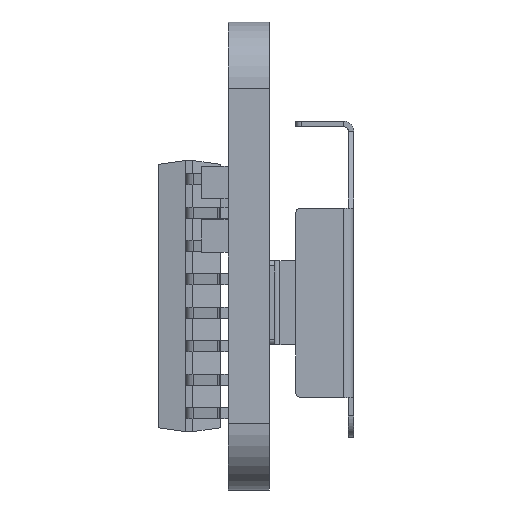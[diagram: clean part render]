
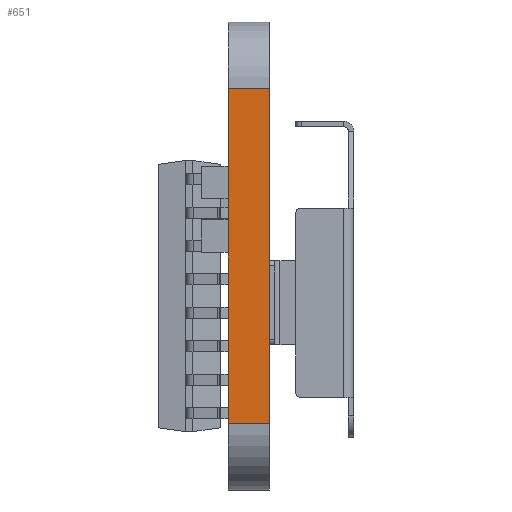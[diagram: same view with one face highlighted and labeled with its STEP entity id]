
A CAD part, left-side view. The second image highlights one B-rep face of the part: STEP entity #651.
In plain terms, the highlighted planar face has unit normal (-1, 0, 0).
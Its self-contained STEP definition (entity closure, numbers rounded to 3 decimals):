
#542 = VECTOR ( 'NONE', #7144, 1000. ) ;
#610 = VERTEX_POINT ( 'NONE', #12987 ) ;
#651 = ADVANCED_FACE ( 'NONE', ( #3467 ), #14970, .T. ) ;
#1860 = VERTEX_POINT ( 'NONE', #6075 ) ;
#2024 = LINE ( 'NONE', #6991, #7703 ) ;
#2319 = CARTESIAN_POINT ( 'NONE',  ( 0., -1.57, -15.24 ) ) ;
#3126 = ORIENTED_EDGE ( 'NONE', *, *, #14891, .T. ) ;
#3391 = EDGE_CURVE ( 'NONE', #10751, #610, #5076, .T. ) ;
#3467 = FACE_OUTER_BOUND ( 'NONE', #4794, .T. ) ;
#4009 = DIRECTION ( 'NONE',  ( -1., 0., 0. ) ) ;
#4780 = DIRECTION ( 'NONE',  ( 0., 0., 1. ) ) ;
#4794 = EDGE_LOOP ( 'NONE', ( #8927, #3126, #12856, #12569 ) ) ;
#4921 = DIRECTION ( 'NONE',  ( 0., 1., 0. ) ) ;
#5076 = LINE ( 'NONE', #5851, #10199 ) ;
#5223 = DIRECTION ( 'NONE',  ( 0., 0., 1. ) ) ;
#5326 = CARTESIAN_POINT ( 'NONE',  ( 0., -1.57, 0. ) ) ;
#5851 = CARTESIAN_POINT ( 'NONE',  ( 0., 0., 0. ) ) ;
#6075 = CARTESIAN_POINT ( 'NONE',  ( 0., -1.57, -15.24 ) ) ;
#6991 = CARTESIAN_POINT ( 'NONE',  ( 0., -1.57, -2.54 ) ) ;
#7029 = CARTESIAN_POINT ( 'NONE',  ( 0., -1.57, -2.54 ) ) ;
#7144 = DIRECTION ( 'NONE',  ( 0., -1., 0. ) ) ;
#7424 = VERTEX_POINT ( 'NONE', #7029 ) ;
#7703 = VECTOR ( 'NONE', #4921, 1000. ) ;
#7775 = EDGE_CURVE ( 'NONE', #1860, #7424, #14213, .T. ) ;
#8927 = ORIENTED_EDGE ( 'NONE', *, *, #3391, .F. ) ;
#10199 = VECTOR ( 'NONE', #4780, 1000. ) ;
#10751 = VERTEX_POINT ( 'NONE', #11312 ) ;
#10933 = LINE ( 'NONE', #2319, #542 ) ;
#11312 = CARTESIAN_POINT ( 'NONE',  ( 0., 0., -15.24 ) ) ;
#12569 = ORIENTED_EDGE ( 'NONE', *, *, #13387, .T. ) ;
#12574 = CARTESIAN_POINT ( 'NONE',  ( 0., -1.57, 0. ) ) ;
#12792 = AXIS2_PLACEMENT_3D ( 'NONE', #5326, #4009, #5223 ) ;
#12856 = ORIENTED_EDGE ( 'NONE', *, *, #7775, .T. ) ;
#12987 = CARTESIAN_POINT ( 'NONE',  ( 0., 0., -2.54 ) ) ;
#13387 = EDGE_CURVE ( 'NONE', #7424, #610, #2024, .T. ) ;
#13815 = DIRECTION ( 'NONE',  ( 0., 0., 1. ) ) ;
#13897 = VECTOR ( 'NONE', #13815, 1000. ) ;
#14213 = LINE ( 'NONE', #12574, #13897 ) ;
#14891 = EDGE_CURVE ( 'NONE', #10751, #1860, #10933, .T. ) ;
#14970 = PLANE ( 'NONE',  #12792 ) ;
